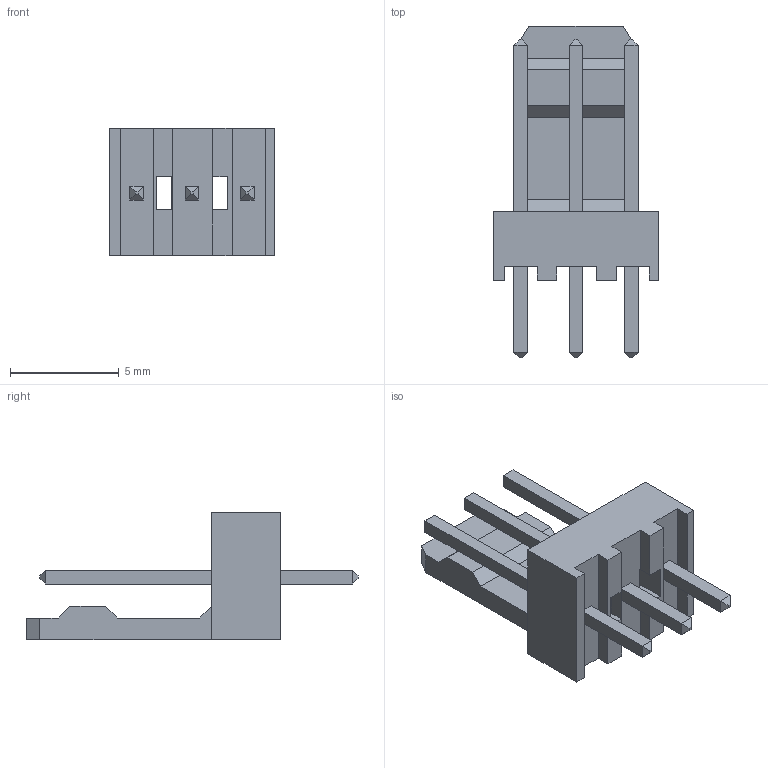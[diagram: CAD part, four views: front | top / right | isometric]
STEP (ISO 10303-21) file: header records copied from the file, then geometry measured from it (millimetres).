
FILE_DESCRIPTION (( 'STEP AP214' ), '1' );
FILE_NAME ('0022272031.STEP', '2019-11-25T22:20:47', ( '' ), ( '' ), 'SwSTEP 2.0', 'SolidWorks 2017', '' );
FILE_SCHEMA (( 'AUTOMOTIVE_DESIGN' ));
Length unit declared in the file: inch
Products named in the file (1): 0022272031
Bounding box: 7.62 x 15.24 x 5.84 mm (x, y, z)
Volume: 179.9 mm3; surface area: 445.9 mm2
Topology: 4 solids, 4 shells, 92 faces, 231 edges, 146 vertices
Faces by surface type: plane 92
Entity records: 2756 total; most frequent: CARTESIAN_POINT 470, ORIENTED_EDGE 462, DIRECTION 417, LINE 231, EDGE_CURVE 231, VECTOR 231, VERTEX_POINT 146, EDGE_LOOP 101
